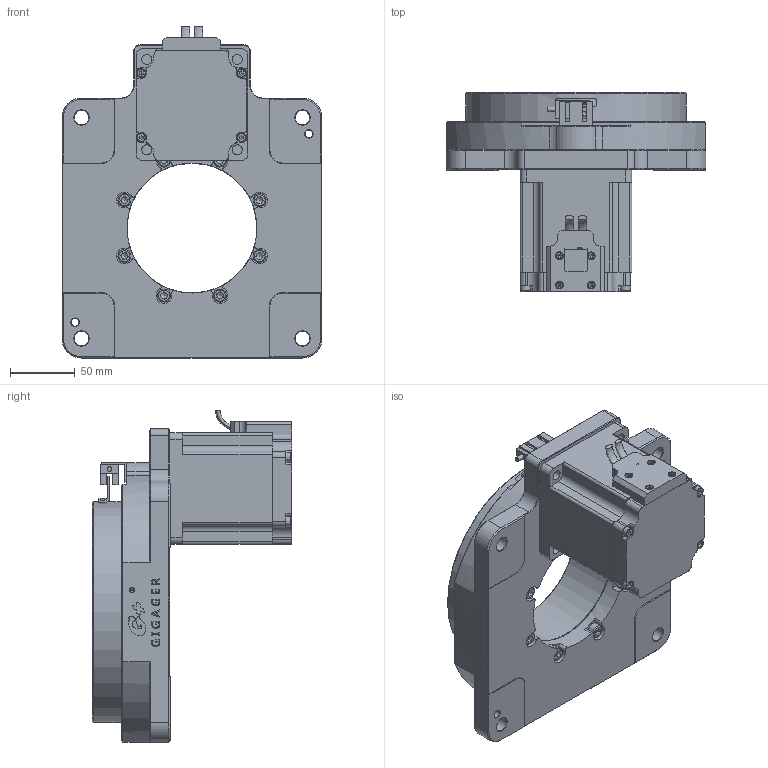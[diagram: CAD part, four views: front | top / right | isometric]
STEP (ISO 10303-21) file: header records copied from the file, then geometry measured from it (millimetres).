
FILE_DESCRIPTION (( 'STEP AP203' ), '1' );
FILE_NAME ('GSN200-18K-CS.step', '2021-06-01T02:24:20', ( 'Microsoft' ), ( 'Microsoft' ), 'SwSTEP 2.0', 'SolidWorks 2019', '' );
FILE_SCHEMA (( 'CONFIG_CONTROL_DESIGN' ));
Length unit declared in the file: millimetre
Products named in the file (1): GSN200-18K-CS
Bounding box: 200 x 153.5 x 255.5 mm (x, y, z)
Volume: 1781976.8 mm3; surface area: 314314.6 mm2
Topology: 27 solids, 27 shells, 1138 faces, 2769 edges, 1747 vertices
Faces by surface type: plane 569, cylinder 264, cone 164, bspline 115, torus 26
Full cylindrical faces by diameter (mm): 2.05 x4, 2.5 x2, 3 x6, 3.5 x7, 4 x4, 4.5 x4, 5 x27, 5.5 x4, 6 x22, 6.5 x8, 7 x4, 7.6 x4, 8 x3, 10 x8, 11 x4, 15 x1, 30 x1, 70 x3, 100 x2, 125 x2, 131.6 x1, 135.5 x1, 155 x1, 170 x2, 173.754 x2, 178.581 x1, 185 x1, 186.163 x1, 186.473 x1, 190 x2
Entity records: 37284 total; most frequent: CARTESIAN_POINT 12355, DIRECTION 4959, ORIENTED_EDGE 4810, EDGE_CURVE 2405, AXIS2_PLACEMENT_3D 1809, VERTEX_POINT 1675, EDGE_LOOP 1572, VECTOR 1341
